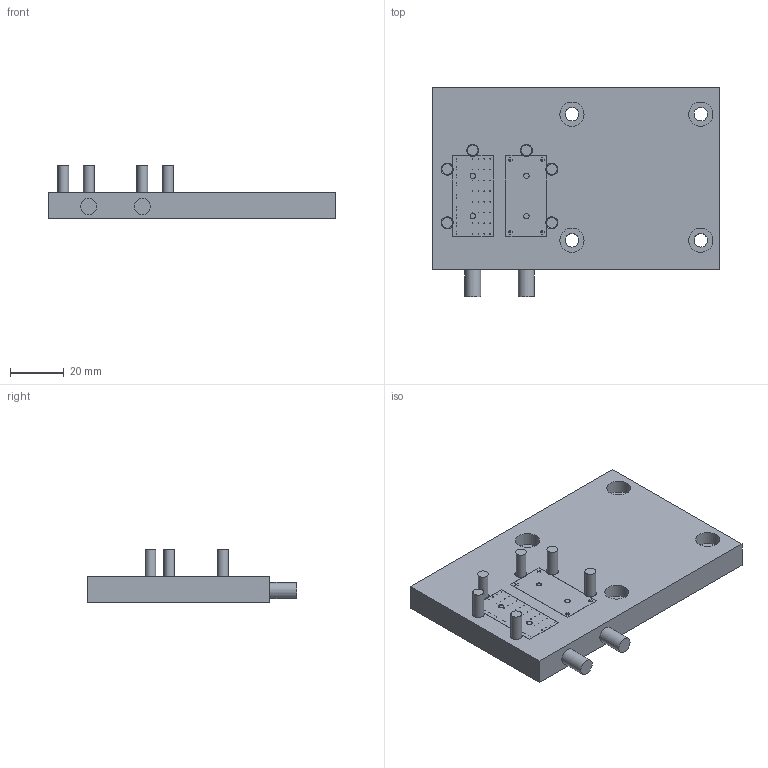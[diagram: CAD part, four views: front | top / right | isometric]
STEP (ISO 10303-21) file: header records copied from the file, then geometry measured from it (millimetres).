
FILE_DESCRIPTION(/* description */ (''),/* implementation_level */ '2;1');
FILE_NAME(/* name */ 'basetta_spot.stp',/* time_stamp */ '2014-02-14T10:22:56+01:00',/* author */ (''),/* organization */ (''),/* preprocessor_version */ 'ST-DEVELOPER v15',/* originating_system */ 'SIEMENS PLM Software NX 8.5',/* authorisation */ '');
FILE_SCHEMA (('AP203_CONFIGURATION_CONTROLLED_3D_DESIGN_OF_MECHANICAL_PARTS_AND_ASSEMBLIES_MIM_LF { 1 0 10303 403 2 1 2}'));
Length unit declared in the file: millimetre
Products named in the file (1): bmas1BA05639xofj
Bounding box: 107 x 78 x 19.8 mm (x, y, z)
Volume: 70960.7 mm3; surface area: 23303.5 mm2
Topology: 59 solids, 59 shells, 284 faces, 439 edges, 293 vertices
Faces by surface type: plane 198, cylinder 76, cone 10
Full cylindrical faces by diameter (mm): 0.2 x50, 1.5 x4, 4 x12, 5 x4, 6 x2, 9 x4
Entity records: 5836 total; most frequent: DIRECTION 1074, CARTESIAN_POINT 909, ORIENTED_EDGE 684, AXIS2_PLACEMENT_3D 447, EDGE_LOOP 398, EDGE_CURVE 342, ADVANCED_FACE 284, VERTEX_POINT 282
